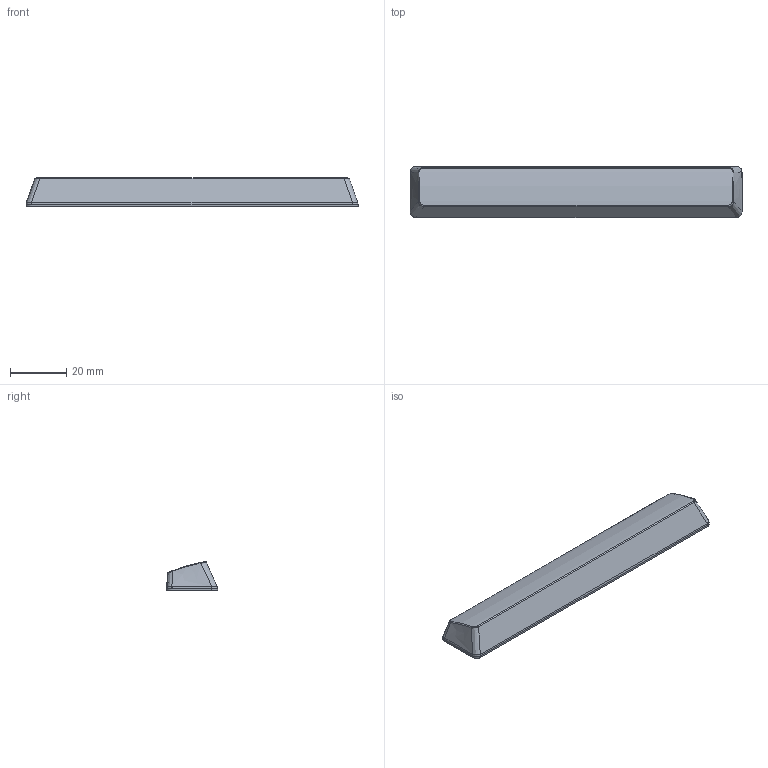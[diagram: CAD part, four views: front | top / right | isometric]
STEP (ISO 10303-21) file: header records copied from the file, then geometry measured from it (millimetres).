
FILE_DESCRIPTION(/* description */ (''),/* implementation_level */ '2;1');
FILE_NAME(/* name */ '6.25u spacebar.step',/* time_stamp */ '2021-08-07T01:00:18-05:00',/* author */ (''),/* organization */ (''),/* preprocessor_version */ 'ST-DEVELOPER v18.1',/* originating_system */ 'Autodesk Translation Framework v10.9.0.1377',/* authorisation */ '');
FILE_SCHEMA (('AUTOMOTIVE_DESIGN { 1 0 10303 214 3 1 1 }'));
Length unit declared in the file: millimetre
Products named in the file (1): 6.25u spacebar
Bounding box: 118.17 x 18.16 x 10.16 mm (x, y, z)
Volume: 3715 mm3; surface area: 9209.5 mm2
Topology: 1 solids, 1 shells, 149 faces, 384 edges, 250 vertices
Faces by surface type: plane 91, bspline 32, cylinder 26
Full cylindrical faces by diameter (mm): 5.5 x6
Entity records: 5533 total; most frequent: CARTESIAN_POINT 2035, ORIENTED_EDGE 768, DIRECTION 618, EDGE_CURVE 384, VERTEX_POINT 250, LINE 222, VECTOR 222, AXIS2_PLACEMENT_3D 198
